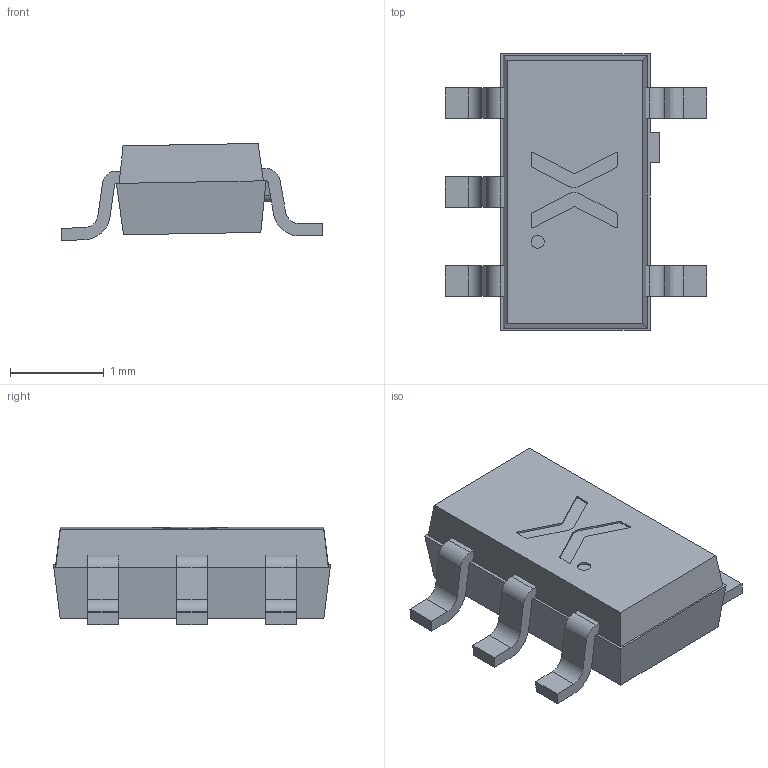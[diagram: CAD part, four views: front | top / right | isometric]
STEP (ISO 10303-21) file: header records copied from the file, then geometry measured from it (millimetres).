
FILE_DESCRIPTION(/* description */ (''),/* implementation_level */ '2;1');
FILE_NAME(/* name */ 'Nexperia_SOT753.official.step',/* time_stamp */ '2022-02-13T14:50:40+10:00',/* author */ (''),/* organization */ (''),/* preprocessor_version */ 'ST-DEVELOPER v18.1',/* originating_system */ 'Autodesk Translation Framework v10.13.0.1454',/* authorisation */ '');
FILE_SCHEMA (('AUTOMOTIVE_DESIGN { 1 0 10303 214 3 1 1 }'));
Length unit declared in the file: millimetre
Products named in the file (4): NXP_SOT753; SOT753 Lower mold body; SOT753 Upper mold body; SOT753 Lead
Assembly tree (7 placements, depth 2):
  NXP_SOT753
    SOT753 Lower mold body
    SOT753 Lead  x5
    SOT753 Upper mold body
Bounding box: 2.79 x 2.95 x 1.04 mm (x, y, z)
Volume: 4.4 mm3; surface area: 32.4 mm2
Topology: 7 solids, 7 shells, 114 faces, 291 edges, 194 vertices
Faces by surface type: plane 81, cylinder 33
Full cylindrical faces by diameter (mm): 0.138 x1
Entity records: 1926 total; most frequent: DIRECTION 319, CARTESIAN_POINT 314, ORIENTED_EDGE 294, EDGE_CURVE 147, LINE 113, VECTOR 113, AXIS2_PLACEMENT_3D 103, VERTEX_POINT 98
